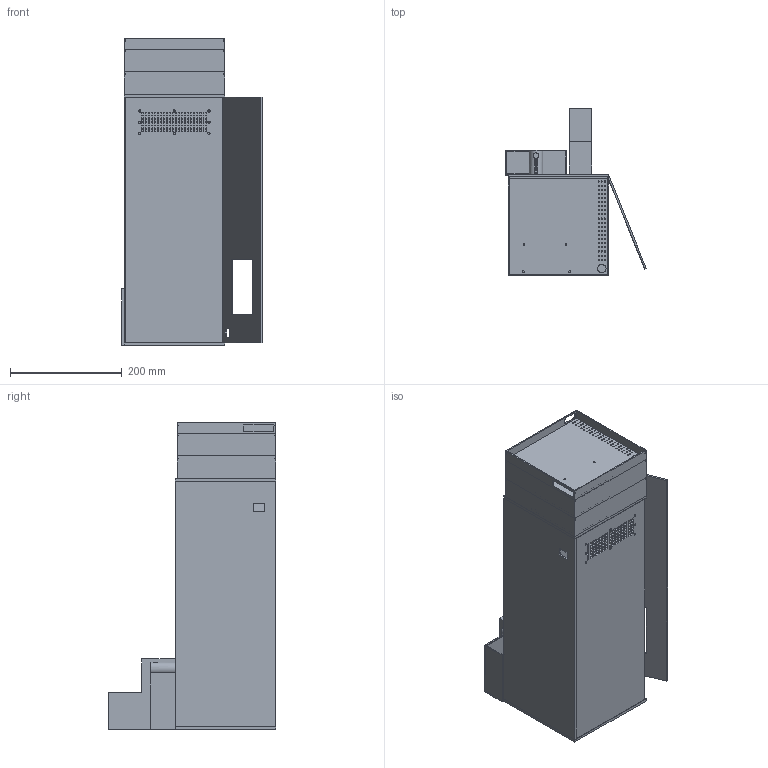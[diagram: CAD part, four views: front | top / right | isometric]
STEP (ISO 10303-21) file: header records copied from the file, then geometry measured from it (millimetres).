
FILE_DESCRIPTION(/* description */ (''),/* implementation_level */ '2;1');
FILE_NAME(/* name */ '',/* time_stamp */ '2025-06-17T15:26:29+08:00',/* author */ (''),/* organization */ (''),/* preprocessor_version */ 'ST-DEVELOPER v20.1',/* originating_system */ 'Autodesk Translation Framework v14.10.0.0',/* authorisation */ '');
FILE_SCHEMA (('AUTOMOTIVE_DESIGN { 1 0 10303 214 3 1 1 }'));
Length unit declared in the file: millimetre
Products named in the file (12): 无标题; 1f; 2f; 2f_1; ¤@¥N²Õ¦X; ¥kÀÉªO; ¥ªÀÉªO; ³»_©³ªO; «eÀÉªO; «áÀÉªO; ¤ôÃú¾¹¤ô½c-7; ¤Þ­·
Assembly tree (12 placements, depth 3):
  无标题
    1f
    2f
    2f_1
    ¤@¥N²Õ¦X
      ³»_©³ªO  x2
      ¥kÀÉªO
      ¥ªÀÉªO
      «eÀÉªO
      «áÀÉªO
      ¤ôÃú¾¹¤ô½c-7
      ¤Þ­·
Bounding box: 251.5 x 300 x 550 mm (x, y, z)
Volume: 2422779.1 mm3; surface area: 1208791.4 mm2
Topology: 11 solids, 11 shells, 902 faces, 2569 edges, 1713 vertices
Faces by surface type: plane 555, cylinder 347
Full cylindrical faces by diameter (mm): 1.5 x16, 2 x300, 3 x4, 4 x8, 5 x8, 10 x1, 15 x4
Entity records: 31460 total; most frequent: CARTESIAN_POINT 5312, ORIENTED_EDGE 5114, DIRECTION 5086, EDGE_CURVE 2557, LINE 1854, VECTOR 1854, EDGE_LOOP 1768, VERTEX_POINT 1705
